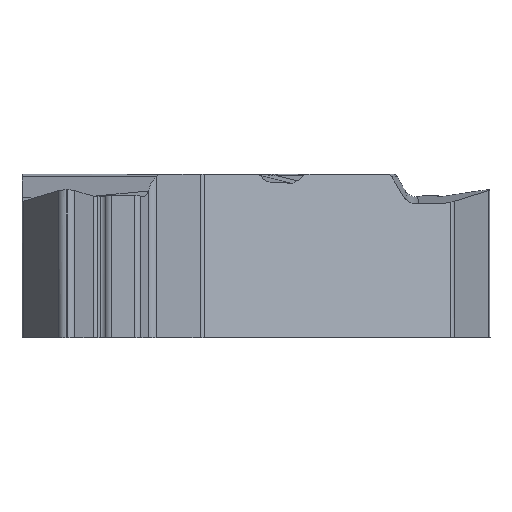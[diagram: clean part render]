
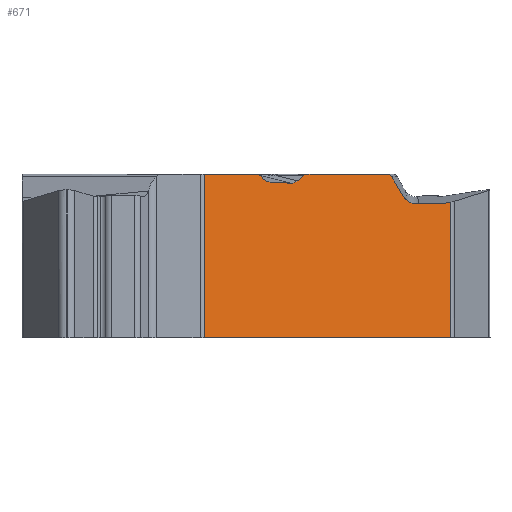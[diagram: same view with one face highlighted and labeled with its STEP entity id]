
A CAD part, front view. The second image highlights one B-rep face of the part: STEP entity #671.
In plain terms, the highlighted planar face has unit normal (0.5, -0.866, 0).
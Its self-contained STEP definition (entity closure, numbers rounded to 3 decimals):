
#61=PLANE('',#2273);
#118=FACE_OUTER_BOUND('',#856,.T.);
#233=ELLIPSE('',#2266,0.358,0.32);
#234=ELLIPSE('',#2267,0.389,0.32);
#235=ELLIPSE('',#2268,0.177,0.15);
#236=ELLIPSE('',#2269,0.167,0.15);
#237=ELLIPSE('',#2270,0.314,0.3);
#238=ELLIPSE('',#2271,0.314,0.3);
#239=ELLIPSE('',#2272,0.15,0.15);
#336=LINE('',#3474,#522);
#337=LINE('',#3478,#523);
#338=LINE('',#3480,#524);
#339=LINE('',#3482,#525);
#340=LINE('',#3486,#526);
#341=LINE('',#3490,#527);
#342=LINE('',#3494,#528);
#343=LINE('',#3498,#529);
#344=LINE('',#3502,#530);
#345=LINE('',#3506,#531);
#346=LINE('',#3510,#532);
#522=VECTOR('',#2621,1.);
#523=VECTOR('',#2626,1.);
#524=VECTOR('',#2627,1.);
#525=VECTOR('',#2628,1.);
#526=VECTOR('',#2631,1.);
#527=VECTOR('',#2634,1.);
#528=VECTOR('',#2637,1.);
#529=VECTOR('',#2640,1.);
#530=VECTOR('',#2643,1.);
#531=VECTOR('',#2646,1.);
#532=VECTOR('',#2649,1.);
#671=ADVANCED_FACE('',(#118),#61,.F.);
#856=EDGE_LOOP('',(#1075,#1076,#1077,#1078,#1079,#1080,#1081,#1082,#1083,
#1084,#1085,#1086,#1087,#1088,#1089,#1090,#1091,#1092));
#1075=ORIENTED_EDGE('',*,*,#1896,.F.);
#1076=ORIENTED_EDGE('',*,*,#1897,.T.);
#1077=ORIENTED_EDGE('',*,*,#1898,.T.);
#1078=ORIENTED_EDGE('',*,*,#1899,.T.);
#1079=ORIENTED_EDGE('',*,*,#1900,.F.);
#1080=ORIENTED_EDGE('',*,*,#1901,.T.);
#1081=ORIENTED_EDGE('',*,*,#1902,.T.);
#1082=ORIENTED_EDGE('',*,*,#1903,.F.);
#1083=ORIENTED_EDGE('',*,*,#1904,.F.);
#1084=ORIENTED_EDGE('',*,*,#1905,.F.);
#1085=ORIENTED_EDGE('',*,*,#1906,.T.);
#1086=ORIENTED_EDGE('',*,*,#1907,.T.);
#1087=ORIENTED_EDGE('',*,*,#1908,.T.);
#1088=ORIENTED_EDGE('',*,*,#1909,.T.);
#1089=ORIENTED_EDGE('',*,*,#1910,.T.);
#1090=ORIENTED_EDGE('',*,*,#1911,.F.);
#1091=ORIENTED_EDGE('',*,*,#1912,.F.);
#1092=ORIENTED_EDGE('',*,*,#1894,.T.);
#1669=VERTEX_POINT('',#3473);
#1670=VERTEX_POINT('',#3475);
#1671=VERTEX_POINT('',#3479);
#1672=VERTEX_POINT('',#3481);
#1673=VERTEX_POINT('',#3483);
#1674=VERTEX_POINT('',#3485);
#1675=VERTEX_POINT('',#3487);
#1676=VERTEX_POINT('',#3489);
#1677=VERTEX_POINT('',#3491);
#1678=VERTEX_POINT('',#3493);
#1679=VERTEX_POINT('',#3495);
#1680=VERTEX_POINT('',#3497);
#1681=VERTEX_POINT('',#3499);
#1682=VERTEX_POINT('',#3501);
#1683=VERTEX_POINT('',#3503);
#1684=VERTEX_POINT('',#3505);
#1685=VERTEX_POINT('',#3507);
#1686=VERTEX_POINT('',#3509);
#1894=EDGE_CURVE('',#1670,#1669,#336,.T.);
#1896=EDGE_CURVE('',#1671,#1669,#337,.T.);
#1897=EDGE_CURVE('',#1671,#1672,#338,.T.);
#1898=EDGE_CURVE('',#1672,#1673,#339,.T.);
#1899=EDGE_CURVE('',#1673,#1674,#233,.T.);
#1900=EDGE_CURVE('',#1675,#1674,#340,.T.);
#1901=EDGE_CURVE('',#1675,#1676,#234,.T.);
#1902=EDGE_CURVE('',#1676,#1677,#341,.T.);
#1903=EDGE_CURVE('',#1678,#1677,#235,.T.);
#1904=EDGE_CURVE('',#1679,#1678,#342,.T.);
#1905=EDGE_CURVE('',#1680,#1679,#236,.T.);
#1906=EDGE_CURVE('',#1680,#1681,#343,.T.);
#1907=EDGE_CURVE('',#1681,#1682,#237,.T.);
#1908=EDGE_CURVE('',#1682,#1683,#344,.T.);
#1909=EDGE_CURVE('',#1683,#1684,#238,.T.);
#1910=EDGE_CURVE('',#1684,#1685,#345,.T.);
#1911=EDGE_CURVE('',#1686,#1685,#239,.T.);
#1912=EDGE_CURVE('',#1670,#1686,#346,.T.);
#2266=AXIS2_PLACEMENT_3D('',#3484,#2629,#2630);
#2267=AXIS2_PLACEMENT_3D('',#3488,#2632,#2633);
#2268=AXIS2_PLACEMENT_3D('',#3492,#2635,#2636);
#2269=AXIS2_PLACEMENT_3D('',#3496,#2638,#2639);
#2270=AXIS2_PLACEMENT_3D('',#3500,#2641,#2642);
#2271=AXIS2_PLACEMENT_3D('',#3504,#2644,#2645);
#2272=AXIS2_PLACEMENT_3D('',#3508,#2647,#2648);
#2273=AXIS2_PLACEMENT_3D('',#3511,#2650,#2651);
#2621=DIRECTION('',(0.,0.,-1.));
#2626=DIRECTION('',(-0.866,-0.5,0.));
#2627=DIRECTION('',(0.,0.,1.));
#2628=DIRECTION('',(-0.853,-0.492,-0.174));
#2629=DIRECTION('',(-0.5,0.866,0.));
#2630=DIRECTION('',(-0.853,-0.492,-0.174));
#2631=DIRECTION('',(0.866,0.5,0.));
#2632=DIRECTION('',(-0.5,0.866,0.));
#2633=DIRECTION('',(-0.859,-0.496,0.126));
#2634=DIRECTION('',(-0.497,-0.287,0.819));
#2635=DIRECTION('',(-0.5,0.866,0.));
#2636=DIRECTION('',(-0.866,-0.5,0.));
#2637=DIRECTION('',(0.866,0.5,0.));
#2638=DIRECTION('',(-0.5,0.866,0.));
#2639=DIRECTION('',(-0.866,-0.5,0.));
#2640=DIRECTION('',(-0.687,-0.397,-0.608));
#2641=DIRECTION('',(-0.5,0.866,0.));
#2642=DIRECTION('',(-0.7,-0.404,0.589));
#2643=DIRECTION('',(-0.865,-0.499,0.049));
#2644=DIRECTION('',(-0.5,0.866,0.));
#2645=DIRECTION('',(-0.7,-0.404,0.589));
#2646=DIRECTION('',(-0.656,-0.378,0.653));
#2647=DIRECTION('',(-0.5,0.866,0.));
#2648=DIRECTION('',(0.866,0.5,0.));
#2649=DIRECTION('',(0.866,0.5,0.));
#2650=DIRECTION('',(-0.5,0.866,0.));
#2651=DIRECTION('',(-0.866,-0.5,0.));
#3473=CARTESIAN_POINT('',(0.141,-5.418,-3.97));
#3474=CARTESIAN_POINT('',(0.141,-5.418,0.));
#3475=CARTESIAN_POINT('',(0.141,-5.418,0.42));
#3478=CARTESIAN_POINT('',(8.733,-0.457,-3.97));
#3479=CARTESIAN_POINT('',(6.743,-1.606,-3.97));
#3480=CARTESIAN_POINT('',(6.743,-1.606,0.));
#3481=CARTESIAN_POINT('',(6.743,-1.606,-0.329));
#3482=CARTESIAN_POINT('',(-3.599,-7.577,-2.434));
#3483=CARTESIAN_POINT('',(6.569,-1.706,-0.364));
#3484=CARTESIAN_POINT('',(6.521,-1.734,-0.049));
#3485=CARTESIAN_POINT('',(6.509,-1.741,-0.37));
#3486=CARTESIAN_POINT('',(-3.971,-7.792,-0.37));
#3487=CARTESIAN_POINT('',(5.795,-2.153,-0.37));
#3488=CARTESIAN_POINT('',(5.779,-2.163,-0.049));
#3489=CARTESIAN_POINT('',(5.49,-2.33,-0.199));
#3490=CARTESIAN_POINT('',(2.297,-4.173,5.067));
#3491=CARTESIAN_POINT('',(5.159,-2.521,0.347));
#3492=CARTESIAN_POINT('',(5.027,-2.597,0.27));
#3493=CARTESIAN_POINT('',(5.027,-2.597,0.42));
#3494=CARTESIAN_POINT('',(-3.971,-7.792,0.42));
#3495=CARTESIAN_POINT('',(2.884,-3.834,0.42));
#3496=CARTESIAN_POINT('',(2.884,-3.834,0.27));
#3497=CARTESIAN_POINT('',(2.79,-3.888,0.384));
#3498=CARTESIAN_POINT('',(-1.631,-6.441,-3.527));
#3499=CARTESIAN_POINT('',(2.626,-3.983,0.239));
#3500=CARTESIAN_POINT('',(2.457,-4.081,0.483));
#3501=CARTESIAN_POINT('',(2.455,-4.082,0.178));
#3502=CARTESIAN_POINT('',(8.726,-0.461,-0.174));
#3503=CARTESIAN_POINT('',(1.893,-4.407,0.21));
#3504=CARTESIAN_POINT('',(1.894,-4.406,0.515));
#3505=CARTESIAN_POINT('',(1.723,-4.505,0.289));
#3506=CARTESIAN_POINT('',(5.864,-2.114,-3.839));
#3507=CARTESIAN_POINT('',(1.628,-4.559,0.384));
#3508=CARTESIAN_POINT('',(1.543,-4.608,0.27));
#3509=CARTESIAN_POINT('',(1.543,-4.608,0.42));
#3510=CARTESIAN_POINT('',(8.733,-0.457,0.42));
#3511=CARTESIAN_POINT('',(8.733,-0.457,0.));
